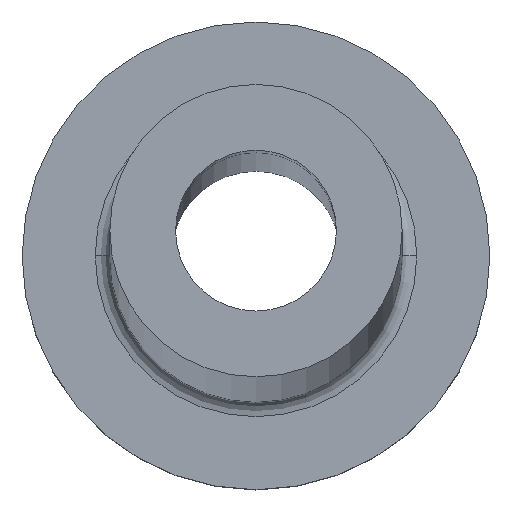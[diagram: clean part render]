
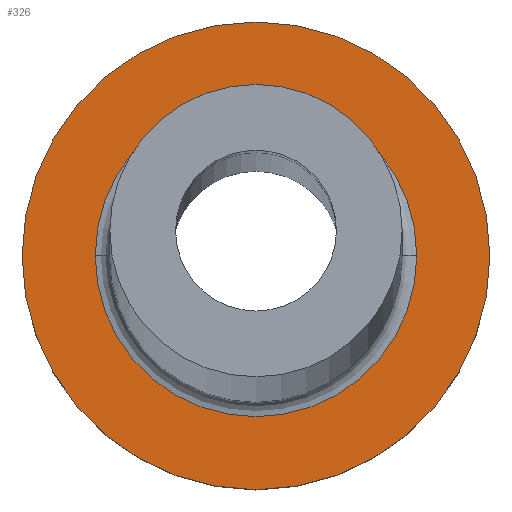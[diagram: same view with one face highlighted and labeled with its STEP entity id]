
A CAD part, top view. The second image highlights one B-rep face of the part: STEP entity #326.
In plain terms, the highlighted planar face has unit normal (0, 0, 1).
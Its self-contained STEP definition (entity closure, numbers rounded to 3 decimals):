
#2 = ORIENTED_EDGE ( 'NONE', *, *, #50, .T. ) ;
#14 = AXIS2_PLACEMENT_3D ( 'NONE', #22, #406, #290 ) ;
#16 = FACE_BOUND ( 'NONE', #91, .T. ) ;
#22 = CARTESIAN_POINT ( 'NONE',  ( 0., 0., 5. ) ) ;
#36 = VERTEX_POINT ( 'NONE', #242 ) ;
#50 = EDGE_CURVE ( 'NONE', #302, #135, #267, .T. ) ;
#53 = AXIS2_PLACEMENT_3D ( 'NONE', #289, #443, #79 ) ;
#57 = DIRECTION ( 'NONE',  ( 0., 0., 1. ) ) ;
#59 = CARTESIAN_POINT ( 'NONE',  ( -8., 0., 5. ) ) ;
#79 = DIRECTION ( 'NONE',  ( 1., 0., 0. ) ) ;
#80 = CARTESIAN_POINT ( 'NONE',  ( 5.5, 0., 5. ) ) ;
#83 = EDGE_CURVE ( 'NONE', #418, #36, #205, .T. ) ;
#89 = CARTESIAN_POINT ( 'NONE',  ( 0., 0., 5. ) ) ;
#91 = EDGE_LOOP ( 'NONE', ( #131, #240 ) ) ;
#103 = DIRECTION ( 'NONE',  ( 0., 0., 1. ) ) ;
#127 = ORIENTED_EDGE ( 'NONE', *, *, #130, .T. ) ;
#130 = EDGE_CURVE ( 'NONE', #135, #302, #153, .T. ) ;
#131 = ORIENTED_EDGE ( 'NONE', *, *, #83, .T. ) ;
#135 = VERTEX_POINT ( 'NONE', #410 ) ;
#153 = CIRCLE ( 'NONE', #421, 8. ) ;
#174 = CARTESIAN_POINT ( 'NONE',  ( 0., 0., 5. ) ) ;
#197 = DIRECTION ( 'NONE',  ( 1., 0., 0. ) ) ;
#205 = CIRCLE ( 'NONE', #14, 5.5 ) ;
#227 = CARTESIAN_POINT ( 'NONE',  ( 0., 0., 5. ) ) ;
#240 = ORIENTED_EDGE ( 'NONE', *, *, #247, .T. ) ;
#242 = CARTESIAN_POINT ( 'NONE',  ( -5.5, 0., 5. ) ) ;
#243 = DIRECTION ( 'NONE',  ( 1., 0., 0. ) ) ;
#247 = EDGE_CURVE ( 'NONE', #36, #418, #433, .T. ) ;
#267 = CIRCLE ( 'NONE', #394, 8. ) ;
#289 = CARTESIAN_POINT ( 'NONE',  ( 0., 0., 5. ) ) ;
#290 = DIRECTION ( 'NONE',  ( 1., 0., 0. ) ) ;
#300 = PLANE ( 'NONE',  #335 ) ;
#302 = VERTEX_POINT ( 'NONE', #59 ) ;
#323 = EDGE_LOOP ( 'NONE', ( #2, #127 ) ) ;
#326 = ADVANCED_FACE ( 'NONE', ( #16, #398 ), #300, .T. ) ;
#335 = AXIS2_PLACEMENT_3D ( 'NONE', #89, #426, #197 ) ;
#369 = DIRECTION ( 'NONE',  ( 1., 0., 0. ) ) ;
#394 = AXIS2_PLACEMENT_3D ( 'NONE', #174, #103, #243 ) ;
#398 = FACE_OUTER_BOUND ( 'NONE', #323, .T. ) ;
#406 = DIRECTION ( 'NONE',  ( 0., 0., -1. ) ) ;
#410 = CARTESIAN_POINT ( 'NONE',  ( 8., 0., 5. ) ) ;
#418 = VERTEX_POINT ( 'NONE', #80 ) ;
#421 = AXIS2_PLACEMENT_3D ( 'NONE', #227, #57, #369 ) ;
#426 = DIRECTION ( 'NONE',  ( 0., 0., 1. ) ) ;
#433 = CIRCLE ( 'NONE', #53, 5.5 ) ;
#443 = DIRECTION ( 'NONE',  ( 0., 0., -1. ) ) ;
